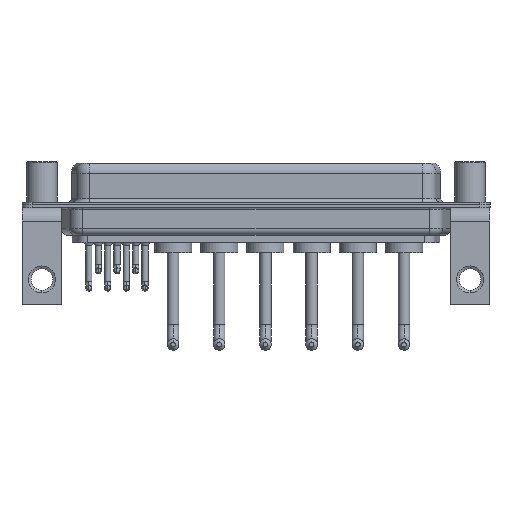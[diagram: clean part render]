
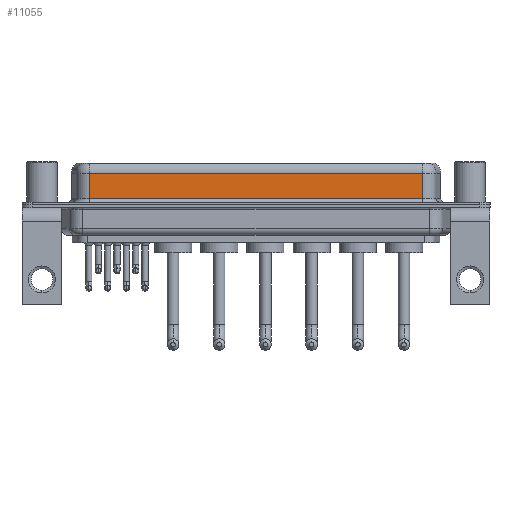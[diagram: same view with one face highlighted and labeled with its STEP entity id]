
A CAD part, front view. The second image highlights one B-rep face of the part: STEP entity #11055.
In plain terms, the highlighted planar face has unit normal (0, -1, 0).
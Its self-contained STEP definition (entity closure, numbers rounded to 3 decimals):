
#178 = DIRECTION ( 'NONE',  ( 0., 0., 1. ) ) ;
#242 = CARTESIAN_POINT ( 'NONE',  ( 56.462, -3.95, 4.65 ) ) ;
#521 = VERTEX_POINT ( 'NONE', #18621 ) ;
#801 = VECTOR ( 'NONE', #11838, 1000. ) ;
#1626 = LINE ( 'NONE', #13331, #11271 ) ;
#3126 = PLANE ( 'NONE',  #12929 ) ;
#3285 = CARTESIAN_POINT ( 'NONE',  ( 56.462, -3.95, 0.9 ) ) ;
#5078 = LINE ( 'NONE', #16411, #19895 ) ;
#5894 = FACE_OUTER_BOUND ( 'NONE', #11826, .T. ) ;
#6011 = VERTEX_POINT ( 'NONE', #18156 ) ;
#7738 = CARTESIAN_POINT ( 'NONE',  ( 56.462, -3.95, 0.9 ) ) ;
#8039 = DIRECTION ( 'NONE',  ( 1., 0., 0. ) ) ;
#9232 = EDGE_CURVE ( 'NONE', #521, #14158, #14700, .T. ) ;
#9282 = EDGE_CURVE ( 'NONE', #6011, #521, #18629, .T. ) ;
#10324 = ORIENTED_EDGE ( 'NONE', *, *, #14957, .F. ) ;
#10492 = ORIENTED_EDGE ( 'NONE', *, *, #11643, .T. ) ;
#11055 = ADVANCED_FACE ( 'NONE', ( #5894 ), #3126, .F. ) ;
#11271 = VECTOR ( 'NONE', #11437, 1000. ) ;
#11437 = DIRECTION ( 'NONE',  ( -1., 0., 0. ) ) ;
#11524 = DIRECTION ( 'NONE',  ( 0., 0., -1. ) ) ;
#11643 = EDGE_CURVE ( 'NONE', #18330, #6011, #1626, .T. ) ;
#11826 = EDGE_LOOP ( 'NONE', ( #10324, #10492, #17229, #15998 ) ) ;
#11838 = DIRECTION ( 'NONE',  ( 0., 0., -1. ) ) ;
#12350 = CARTESIAN_POINT ( 'NONE',  ( 56.462, -3.95, 6.4 ) ) ;
#12929 = AXIS2_PLACEMENT_3D ( 'NONE', #12350, #16037, #178 ) ;
#13331 = CARTESIAN_POINT ( 'NONE',  ( 56.462, -3.95, 4.65 ) ) ;
#13729 = CARTESIAN_POINT ( 'NONE',  ( 7.038, -3.95, 6.4 ) ) ;
#14158 = VERTEX_POINT ( 'NONE', #7738 ) ;
#14700 = LINE ( 'NONE', #3285, #14962 ) ;
#14957 = EDGE_CURVE ( 'NONE', #18330, #14158, #5078, .T. ) ;
#14962 = VECTOR ( 'NONE', #8039, 1000. ) ;
#15998 = ORIENTED_EDGE ( 'NONE', *, *, #9232, .T. ) ;
#16037 = DIRECTION ( 'NONE',  ( 0., 1., 0. ) ) ;
#16411 = CARTESIAN_POINT ( 'NONE',  ( 56.462, -3.95, 6.4 ) ) ;
#17229 = ORIENTED_EDGE ( 'NONE', *, *, #9282, .T. ) ;
#18156 = CARTESIAN_POINT ( 'NONE',  ( 7.038, -3.95, 4.65 ) ) ;
#18330 = VERTEX_POINT ( 'NONE', #242 ) ;
#18621 = CARTESIAN_POINT ( 'NONE',  ( 7.038, -3.95, 0.9 ) ) ;
#18629 = LINE ( 'NONE', #13729, #801 ) ;
#19895 = VECTOR ( 'NONE', #11524, 1000. ) ;
